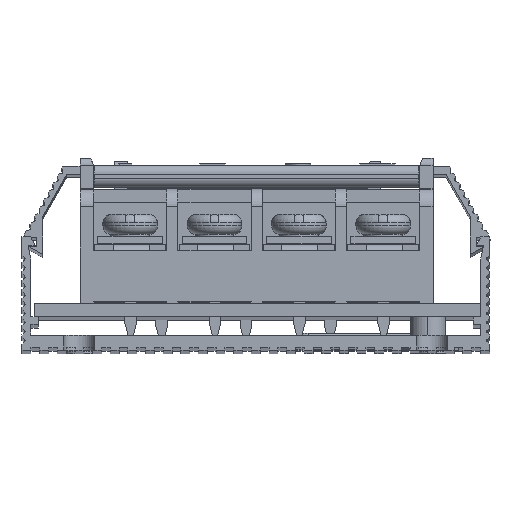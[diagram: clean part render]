
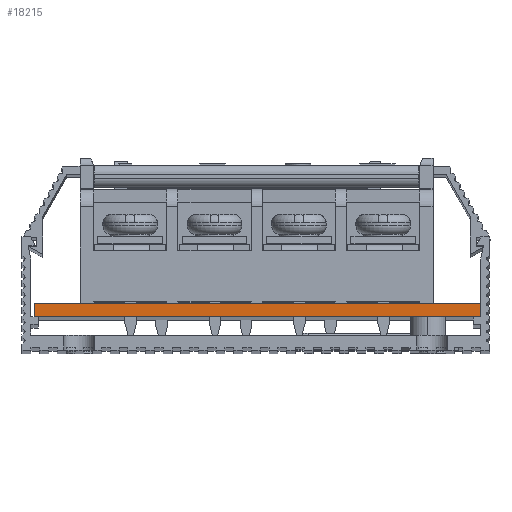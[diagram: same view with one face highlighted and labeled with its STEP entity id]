
A CAD part, top view. The second image highlights one B-rep face of the part: STEP entity #18215.
In plain terms, the highlighted planar face has unit normal (0, 0, 1).
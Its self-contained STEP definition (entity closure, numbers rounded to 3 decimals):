
#482 = LINE ( 'NONE', #60683, #60967 ) ;
#1617 = ORIENTED_EDGE ( 'NONE', *, *, #24633, .T. ) ;
#1837 = VERTEX_POINT ( 'NONE', #29956 ) ;
#1876 = ORIENTED_EDGE ( 'NONE', *, *, #53396, .F. ) ;
#7931 = CARTESIAN_POINT ( 'NONE',  ( -255.811, 1.5, 628.283 ) ) ;
#10004 = LINE ( 'NONE', #63663, #38278 ) ;
#14650 = PLANE ( 'NONE',  #91655 ) ;
#18215 = ADVANCED_FACE ( 'NONE', ( #73375 ), #14650, .F. ) ;
#18484 = VERTEX_POINT ( 'NONE', #7931 ) ;
#20885 = ORIENTED_EDGE ( 'NONE', *, *, #84890, .T. ) ;
#21207 = DIRECTION ( 'NONE',  ( 0., 0., -1. ) ) ;
#21496 = LINE ( 'NONE', #97308, #70204 ) ;
#24633 = EDGE_CURVE ( 'NONE', #18484, #1837, #482, .T. ) ;
#29956 = CARTESIAN_POINT ( 'NONE',  ( -255.811, 0., 628.283 ) ) ;
#30699 = EDGE_CURVE ( 'NONE', #80005, #39349, #21496, .T. ) ;
#36706 = DIRECTION ( 'NONE',  ( 0., -1., 0. ) ) ;
#37336 = DIRECTION ( 'NONE',  ( -1., 0., 0. ) ) ;
#37845 = VECTOR ( 'NONE', #64045, 1000. ) ;
#38278 = VECTOR ( 'NONE', #94337, 1000. ) ;
#39349 = VERTEX_POINT ( 'NONE', #91724 ) ;
#45314 = CARTESIAN_POINT ( 'NONE',  ( -255.811, 1.5, 628.283 ) ) ;
#51107 = EDGE_LOOP ( 'NONE', ( #20885, #57062, #1876, #1617 ) ) ;
#53396 = EDGE_CURVE ( 'NONE', #18484, #80005, #79551, .T. ) ;
#57062 = ORIENTED_EDGE ( 'NONE', *, *, #30699, .F. ) ;
#60683 = CARTESIAN_POINT ( 'NONE',  ( -255.811, 1.5, 628.283 ) ) ;
#60967 = VECTOR ( 'NONE', #36706, 1000. ) ;
#63663 = CARTESIAN_POINT ( 'NONE',  ( -255.811, 0., 628.283 ) ) ;
#64045 = DIRECTION ( 'NONE',  ( 1., 0., 0. ) ) ;
#67214 = CARTESIAN_POINT ( 'NONE',  ( -205.211, 1.5, 628.283 ) ) ;
#70204 = VECTOR ( 'NONE', #82608, 1000. ) ;
#73375 = FACE_OUTER_BOUND ( 'NONE', #51107, .T. ) ;
#79551 = LINE ( 'NONE', #80510, #37845 ) ;
#80005 = VERTEX_POINT ( 'NONE', #67214 ) ;
#80510 = CARTESIAN_POINT ( 'NONE',  ( -255.811, 1.5, 628.283 ) ) ;
#82608 = DIRECTION ( 'NONE',  ( 0., -1., 0. ) ) ;
#84890 = EDGE_CURVE ( 'NONE', #1837, #39349, #10004, .T. ) ;
#91655 = AXIS2_PLACEMENT_3D ( 'NONE', #45314, #21207, #37336 ) ;
#91724 = CARTESIAN_POINT ( 'NONE',  ( -205.211, 0., 628.283 ) ) ;
#94337 = DIRECTION ( 'NONE',  ( 1., 0., 0. ) ) ;
#97308 = CARTESIAN_POINT ( 'NONE',  ( -205.211, 1.5, 628.283 ) ) ;
